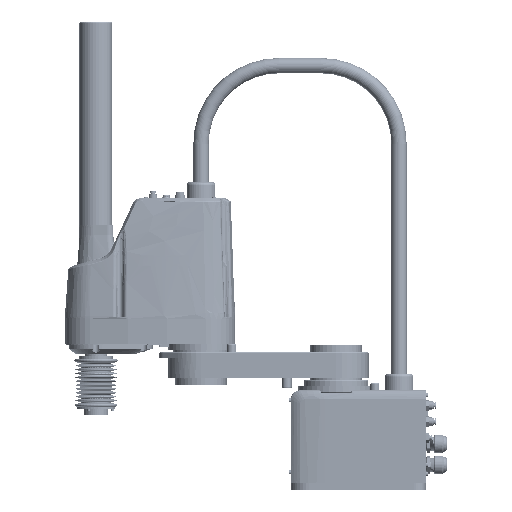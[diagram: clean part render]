
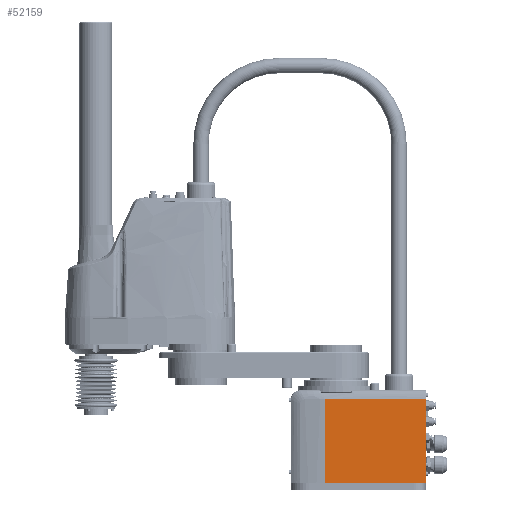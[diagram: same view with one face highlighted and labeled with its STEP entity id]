
A CAD part, left-side view. The second image highlights one B-rep face of the part: STEP entity #52159.
In plain terms, the highlighted planar face has unit normal (-1, 0, 0).
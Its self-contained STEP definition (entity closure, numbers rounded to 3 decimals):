
#3078=PLANE('',#56235);
#4603=FACE_OUTER_BOUND('',#7746,.T.);
#7746=EDGE_LOOP('',(#34511,#34512,#34513,#34514));
#11027=LINE('',#77561,#14127);
#11092=LINE('',#79467,#14192);
#11093=LINE('',#79469,#14193);
#11094=LINE('',#79470,#14194);
#14127=VECTOR('',#62776,10.);
#14192=VECTOR('',#63083,168.813);
#14193=VECTOR('',#63084,139.852);
#14194=VECTOR('',#63085,10.);
#20716=VERTEX_POINT('',#77558);
#20717=VERTEX_POINT('',#77560);
#20869=VERTEX_POINT('',#79466);
#20870=VERTEX_POINT('',#79468);
#25970=EDGE_CURVE('',#20716,#20717,#11027,.T.);
#26179=EDGE_CURVE('',#20869,#20716,#11092,.T.);
#26180=EDGE_CURVE('',#20870,#20869,#11093,.T.);
#26181=EDGE_CURVE('',#20870,#20717,#11094,.T.);
#34511=ORIENTED_EDGE('',*,*,#26179,.F.);
#34512=ORIENTED_EDGE('',*,*,#26180,.F.);
#34513=ORIENTED_EDGE('',*,*,#26181,.T.);
#34514=ORIENTED_EDGE('',*,*,#25970,.F.);
#52159=ADVANCED_FACE('',(#4603),#3078,.T.);
#56235=AXIS2_PLACEMENT_3D('',#79465,#63081,#63082);
#62776=DIRECTION('',(0.,-1.,0.));
#63081=DIRECTION('center_axis',(-1.,0.,0.));
#63082=DIRECTION('ref_axis',(0.,0.,1.));
#63083=DIRECTION('',(0.,0.,1.));
#63084=DIRECTION('',(0.,1.,0.));
#63085=DIRECTION('',(0.,0.,1.));
#77558=CARTESIAN_POINT('',(-77.881,24.543,38.77));
#77560=CARTESIAN_POINT('',(-77.881,-115.316,38.77));
#77561=CARTESIAN_POINT('',(-77.881,39.684,38.77));
#79465=CARTESIAN_POINT('Origin',(-77.881,39.684,-186.23));
#79466=CARTESIAN_POINT('',(-77.881,24.536,-130.042));
#79467=CARTESIAN_POINT('',(-77.881,24.536,-130.042));
#79468=CARTESIAN_POINT('',(-77.881,-115.316,-130.042));
#79469=CARTESIAN_POINT('',(-77.881,-115.316,-130.042));
#79470=CARTESIAN_POINT('',(-77.881,-115.316,-183.73));
